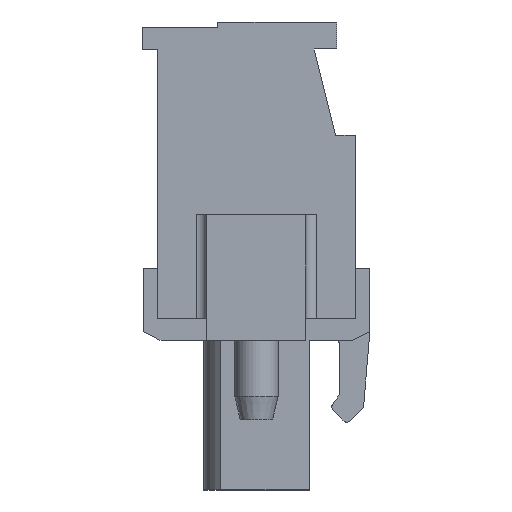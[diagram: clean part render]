
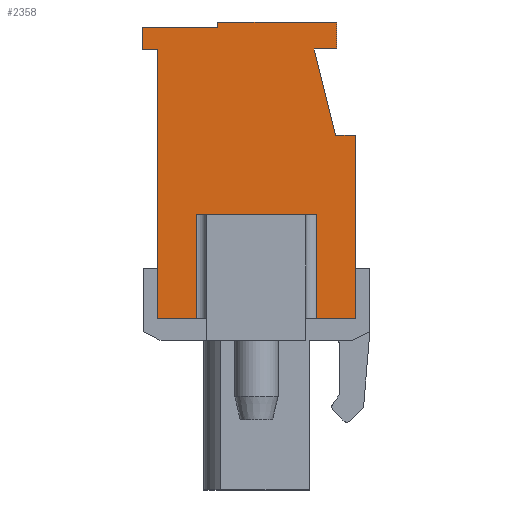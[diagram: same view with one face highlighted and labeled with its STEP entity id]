
A CAD part, left-side view. The second image highlights one B-rep face of the part: STEP entity #2358.
In plain terms, the highlighted planar face has unit normal (-1, 0, 0).
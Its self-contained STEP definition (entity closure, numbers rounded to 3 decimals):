
#2358 = ADVANCED_FACE( '', ( #5025 ), #5026, .T. );
#5025 = FACE_OUTER_BOUND( '', #8115, .T. );
#5026 = PLANE( '', #8116 );
#8115 = EDGE_LOOP( '', ( #14470, #14471, #14472, #14473, #14474, #14475, #14476, #14477, #14478, #14479, #14480, #14481, #14482, #14483, #14484, #14485 ) );
#8116 = AXIS2_PLACEMENT_3D( '', #14486, #14487, #14488 );
#14470 = ORIENTED_EDGE( '', *, *, #21492, .T. );
#14471 = ORIENTED_EDGE( '', *, *, #21493, .T. );
#14472 = ORIENTED_EDGE( '', *, *, #19444, .T. );
#14473 = ORIENTED_EDGE( '', *, *, #20624, .T. );
#14474 = ORIENTED_EDGE( '', *, *, #21494, .T. );
#14475 = ORIENTED_EDGE( '', *, *, #21380, .T. );
#14476 = ORIENTED_EDGE( '', *, *, #21495, .T. );
#14477 = ORIENTED_EDGE( '', *, *, #19460, .T. );
#14478 = ORIENTED_EDGE( '', *, *, #20170, .T. );
#14479 = ORIENTED_EDGE( '', *, *, #20496, .T. );
#14480 = ORIENTED_EDGE( '', *, *, #21496, .T. );
#14481 = ORIENTED_EDGE( '', *, *, #21497, .T. );
#14482 = ORIENTED_EDGE( '', *, *, #21498, .T. );
#14483 = ORIENTED_EDGE( '', *, *, #21499, .T. );
#14484 = ORIENTED_EDGE( '', *, *, #20959, .T. );
#14485 = ORIENTED_EDGE( '', *, *, #20465, .T. );
#14486 = CARTESIAN_POINT( '', ( -20., 0., 0. ) );
#14487 = DIRECTION( '', ( -1., 0., 0. ) );
#14488 = DIRECTION( '', ( 0., 0., 1. ) );
#19444 = EDGE_CURVE( '', #23560, #23561, #23562, .T. );
#19460 = EDGE_CURVE( '', #23586, #23587, #23588, .T. );
#20170 = EDGE_CURVE( '', #23587, #24782, #24783, .T. );
#20465 = EDGE_CURVE( '', #25249, #25247, #25250, .T. );
#20496 = EDGE_CURVE( '', #24782, #25298, #25299, .T. );
#20624 = EDGE_CURVE( '', #23561, #25489, #25491, .T. );
#20959 = EDGE_CURVE( '', #26000, #25249, #26001, .T. );
#21380 = EDGE_CURVE( '', #26600, #26598, #26601, .T. );
#21492 = EDGE_CURVE( '', #25247, #26766, #26767, .T. );
#21493 = EDGE_CURVE( '', #26766, #23560, #26768, .T. );
#21494 = EDGE_CURVE( '', #25489, #26600, #26769, .T. );
#21495 = EDGE_CURVE( '', #26598, #23586, #26770, .T. );
#21496 = EDGE_CURVE( '', #25298, #26771, #26772, .T. );
#21497 = EDGE_CURVE( '', #26771, #26773, #26774, .T. );
#21498 = EDGE_CURVE( '', #26773, #26775, #26776, .T. );
#21499 = EDGE_CURVE( '', #26775, #26000, #26777, .T. );
#23560 = VERTEX_POINT( '', #29458 );
#23561 = VERTEX_POINT( '', #29459 );
#23562 = LINE( '', #29460, #29461 );
#23586 = VERTEX_POINT( '', #29494 );
#23587 = VERTEX_POINT( '', #29495 );
#23588 = LINE( '', #29496, #29497 );
#24782 = VERTEX_POINT( '', #31245 );
#24783 = LINE( '', #31246, #31247 );
#25247 = VERTEX_POINT( '', #31934 );
#25249 = VERTEX_POINT( '', #31937 );
#25250 = LINE( '', #31938, #31939 );
#25298 = VERTEX_POINT( '', #32015 );
#25299 = LINE( '', #32016, #32017 );
#25489 = VERTEX_POINT( '', #32288 );
#25491 = LINE( '', #32290, #32291 );
#26000 = VERTEX_POINT( '', #33047 );
#26001 = LINE( '', #33048, #33049 );
#26598 = VERTEX_POINT( '', #33947 );
#26600 = VERTEX_POINT( '', #33950 );
#26601 = LINE( '', #33951, #33952 );
#26766 = VERTEX_POINT( '', #34197 );
#26767 = LINE( '', #34198, #34199 );
#26768 = LINE( '', #34200, #34201 );
#26769 = LINE( '', #34202, #34203 );
#26770 = LINE( '', #34204, #34205 );
#26771 = VERTEX_POINT( '', #34206 );
#26772 = LINE( '', #34207, #34208 );
#26773 = VERTEX_POINT( '', #34209 );
#26774 = LINE( '', #34210, #34211 );
#26775 = VERTEX_POINT( '', #34212 );
#26776 = LINE( '', #34213, #34214 );
#26777 = LINE( '', #34215, #34216 );
#29458 = CARTESIAN_POINT( '', ( -20., 3.35, -1.675 ) );
#29459 = CARTESIAN_POINT( '', ( -20., -3.35, -1.675 ) );
#29460 = CARTESIAN_POINT( '', ( -20., 2.75, -1.675 ) );
#29461 = VECTOR( '', #36569, 1000. );
#29494 = CARTESIAN_POINT( '', ( -20., -4.4, 2.725 ) );
#29495 = CARTESIAN_POINT( '', ( -20., -3.2, 7.525 ) );
#29496 = CARTESIAN_POINT( '', ( -20., -4.4, 2.725 ) );
#29497 = VECTOR( '', #36588, 1000. );
#31245 = CARTESIAN_POINT( '', ( -20., -4.45, 7.525 ) );
#31246 = CARTESIAN_POINT( '', ( -20., -3.2, 7.525 ) );
#31247 = VECTOR( '', #37258, 1000. );
#31934 = CARTESIAN_POINT( '', ( -20., 5.5, -7.475 ) );
#31937 = CARTESIAN_POINT( '', ( -20., 5.5, 7.475 ) );
#31938 = CARTESIAN_POINT( '', ( -20., 5.5, 7.475 ) );
#31939 = VECTOR( '', #37522, 1000. );
#32015 = CARTESIAN_POINT( '', ( -20., -4.45, 9.025 ) );
#32016 = CARTESIAN_POINT( '', ( -20., -4.45, 7.525 ) );
#32017 = VECTOR( '', #37551, 1000. );
#32288 = CARTESIAN_POINT( '', ( -20., -3.35, -7.475 ) );
#32290 = CARTESIAN_POINT( '', ( -20., -3.35, -7.475 ) );
#32291 = VECTOR( '', #37681, 1000. );
#33047 = CARTESIAN_POINT( '', ( -20., 6.35, 7.475 ) );
#33048 = CARTESIAN_POINT( '', ( -20., 6.35, 7.475 ) );
#33049 = VECTOR( '', #37979, 1000. );
#33947 = CARTESIAN_POINT( '', ( -20., -5.5, 2.725 ) );
#33950 = CARTESIAN_POINT( '', ( -20., -5.5, -7.475 ) );
#33951 = CARTESIAN_POINT( '', ( -20., -5.5, -7.475 ) );
#33952 = VECTOR( '', #38330, 1000. );
#34197 = CARTESIAN_POINT( '', ( -20., 3.35, -7.475 ) );
#34198 = CARTESIAN_POINT( '', ( -20., 5.5, -7.475 ) );
#34199 = VECTOR( '', #38438, 1000. );
#34200 = CARTESIAN_POINT( '', ( -20., 3.35, -1.675 ) );
#34201 = VECTOR( '', #38439, 1000. );
#34202 = CARTESIAN_POINT( '', ( -20., 5.5, -7.475 ) );
#34203 = VECTOR( '', #38440, 1000. );
#34204 = CARTESIAN_POINT( '', ( -20., -5.5, 2.725 ) );
#34205 = VECTOR( '', #38441, 1000. );
#34206 = CARTESIAN_POINT( '', ( -20., 2.15, 9.025 ) );
#34207 = CARTESIAN_POINT( '', ( -20., -4.45, 9.025 ) );
#34208 = VECTOR( '', #38442, 1000. );
#34209 = CARTESIAN_POINT( '', ( -20., 2.15, 8.725 ) );
#34210 = CARTESIAN_POINT( '', ( -20., 2.15, 9.025 ) );
#34211 = VECTOR( '', #38443, 1000. );
#34212 = CARTESIAN_POINT( '', ( -20., 6.35, 8.725 ) );
#34213 = CARTESIAN_POINT( '', ( -20., 2.15, 8.725 ) );
#34214 = VECTOR( '', #38444, 1000. );
#34215 = CARTESIAN_POINT( '', ( -20., 6.35, 8.725 ) );
#34216 = VECTOR( '', #38445, 1000. );
#36569 = DIRECTION( '', ( 0., -1., 0. ) );
#36588 = DIRECTION( '', ( 0., 0.243, 0.97 ) );
#37258 = DIRECTION( '', ( 0., -1., 0. ) );
#37522 = DIRECTION( '', ( 0., 0., -1. ) );
#37551 = DIRECTION( '', ( 0., 0., 1. ) );
#37681 = DIRECTION( '', ( 0., 0., -1. ) );
#37979 = DIRECTION( '', ( 0., -1., 0. ) );
#38330 = DIRECTION( '', ( 0., 0., 1. ) );
#38438 = DIRECTION( '', ( 0., -1., 0. ) );
#38439 = DIRECTION( '', ( 0., 0., 1. ) );
#38440 = DIRECTION( '', ( 0., -1., 0. ) );
#38441 = DIRECTION( '', ( 0., 1., 0. ) );
#38442 = DIRECTION( '', ( 0., 1., 0. ) );
#38443 = DIRECTION( '', ( 0., 0., -1. ) );
#38444 = DIRECTION( '', ( 0., 1., 0. ) );
#38445 = DIRECTION( '', ( 0., 0., -1. ) );
